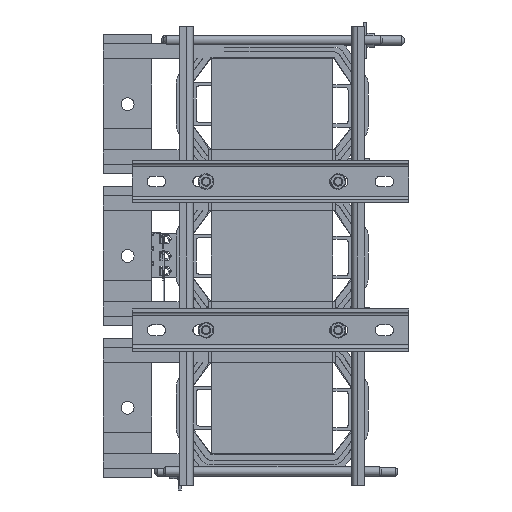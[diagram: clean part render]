
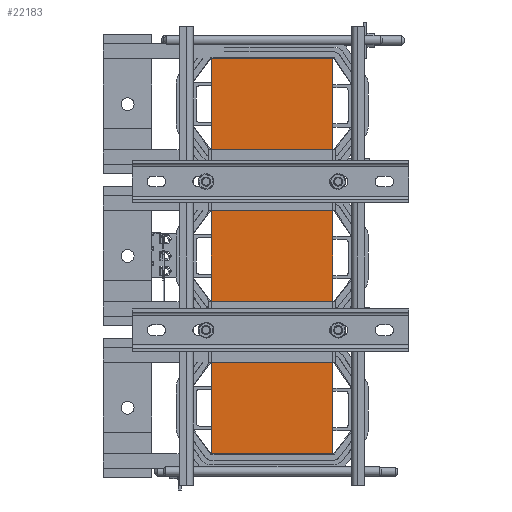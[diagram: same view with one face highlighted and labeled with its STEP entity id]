
A CAD part, left-side view. The second image highlights one B-rep face of the part: STEP entity #22183.
In plain terms, the highlighted planar face has unit normal (-1, 0, 0).
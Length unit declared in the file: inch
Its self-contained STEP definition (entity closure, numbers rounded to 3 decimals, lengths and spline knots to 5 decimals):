
#2256=FACE_OUTER_BOUND('',#3486,.T.);
#3486=EDGE_LOOP('',(#15747,#15748,#15749,#15750));
#5075=LINE('',#32383,#7313);
#5077=LINE('',#32388,#7315);
#5078=LINE('',#32389,#7316);
#5079=LINE('',#32390,#7317);
#7313=VECTOR('',#26632,0.3937);
#7315=VECTOR('',#26636,0.3937);
#7316=VECTOR('',#26637,0.3937);
#7317=VECTOR('',#26638,0.3937);
#9487=VERTEX_POINT('',#32380);
#9488=VERTEX_POINT('',#32382);
#9489=VERTEX_POINT('',#32386);
#9490=VERTEX_POINT('',#32387);
#11852=EDGE_CURVE('',#9488,#9487,#5075,.T.);
#11854=EDGE_CURVE('',#9489,#9490,#5077,.T.);
#11855=EDGE_CURVE('',#9490,#9488,#5078,.T.);
#11856=EDGE_CURVE('',#9489,#9487,#5079,.T.);
#15747=ORIENTED_EDGE('',*,*,#11854,.T.);
#15748=ORIENTED_EDGE('',*,*,#11855,.T.);
#15749=ORIENTED_EDGE('',*,*,#11852,.T.);
#15750=ORIENTED_EDGE('',*,*,#11856,.F.);
#21274=PLANE('',#24086);
#22183=ADVANCED_FACE('',(#2256),#21274,.T.);
#24086=AXIS2_PLACEMENT_3D('',#32385,#26634,#26635);
#26632=DIRECTION('',(0.,-1.,0.));
#26634=DIRECTION('center_axis',(-1.,0.,0.));
#26635=DIRECTION('ref_axis',(0.,0.,1.));
#26636=DIRECTION('',(0.,1.,0.));
#26637=DIRECTION('',(0.,0.,-1.));
#26638=DIRECTION('',(0.,0.,-1.));
#32380=CARTESIAN_POINT('',(-1.21835,-4.15155,-8.125));
#32382=CARTESIAN_POINT('',(-1.21835,0.84845,-8.125));
#32383=CARTESIAN_POINT('',(-1.21835,-4.15155,-8.125));
#32385=CARTESIAN_POINT('Origin',(-1.21835,-4.15155,0.));
#32386=CARTESIAN_POINT('',(-1.21835,-4.15155,8.125));
#32387=CARTESIAN_POINT('',(-1.21835,0.84845,8.125));
#32388=CARTESIAN_POINT('',(-1.21835,-4.15155,8.125));
#32389=CARTESIAN_POINT('',(-1.21835,0.84845,0.));
#32390=CARTESIAN_POINT('',(-1.21835,-4.15155,0.));
